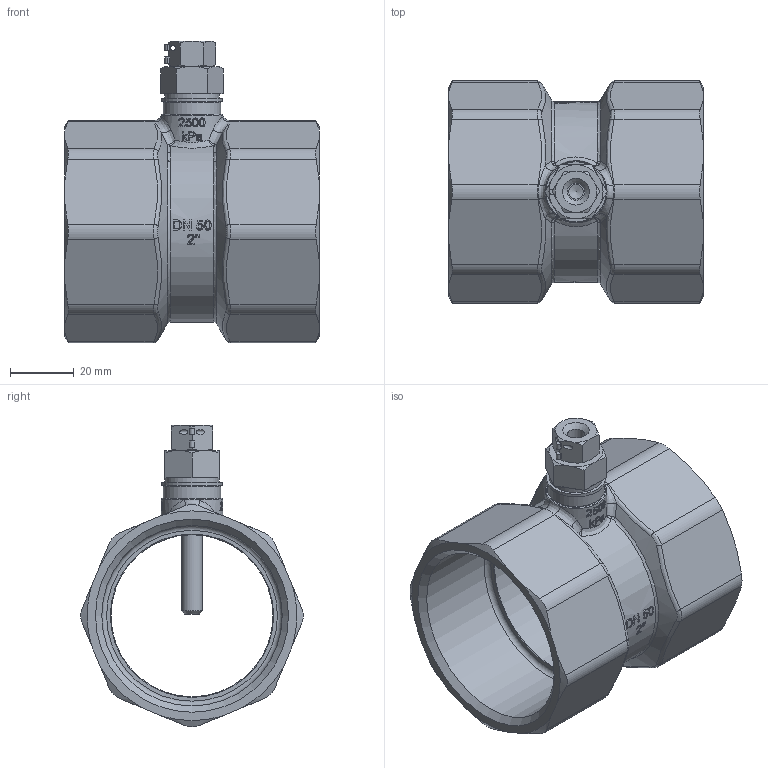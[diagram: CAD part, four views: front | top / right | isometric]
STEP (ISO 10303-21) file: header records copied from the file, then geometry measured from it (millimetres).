
FILE_DESCRIPTION(/* description */ (''),/* implementation_level */ '2;1');
FILE_NAME(/* name */ '6122594nxm000_01_A-22PE-A06.stp',/* time_stamp */ '2023-02-15T19:21:05+01:00',/* author */ (''),/* organization */ ('BELIMO Automation AG'),/* preprocessor_version */ 'ST-DEVELOPER v16.7',/* originating_system */ 'SIEMENS PLM Software NX 1884',/* authorisation */ '');
FILE_SCHEMA (('AP203_CONFIGURATION_CONTROLLED_3D_DESIGN_OF_MECHANICAL_PARTS_AND_ASSEMBLIES_MIM_LF { 1 0 10303 403 2 1 2}'));
Length unit declared in the file: millimetre
Products named in the file (6): 6115892nxm000_01; 6115884nxm000_01; 6115891nxm000_01; 6118810nxm000_02; 6122595nxm000_01; 6122594nxm000_01
Assembly tree (5 placements, depth 2):
  6122594nxm000_01
    6122595nxm000_01
    6118810nxm000_02
    6115891nxm000_01
    6115884nxm000_01
    6115892nxm000_01
Bounding box: 80.1 x 70 x 95 mm (x, y, z)
Volume: 79108.2 mm3; surface area: 39476.6 mm2
Topology: 3 solids, 4 shells, 694 faces, 1814 edges, 1173 vertices
Faces by surface type: cylinder 255, plane 233, bspline 78, extrusion 65, cone 57, torus 6
Full cylindrical faces by diameter (mm): 1.5 x1, 4.6 x1, 5.2 x1, 5.4 x2, 6.6 x1, 6.8 x1, 8.5 x1, 9 x1, 10 x6, 11.67 x1, 13.157 x1, 13.2 x1, 15 x1, 17 x1, 18 x1, 18.9 x1, 51 x1, 56.79 x2
Entity records: 29928 total; most frequent: CARTESIAN_POINT 14130, ORIENTED_EDGE 3504, DIRECTION 2512, EDGE_CURVE 1752, VERTEX_POINT 1163, AXIS2_PLACEMENT_3D 913, B_SPLINE_CURVE_WITH_KNOTS 819, EDGE_LOOP 790
